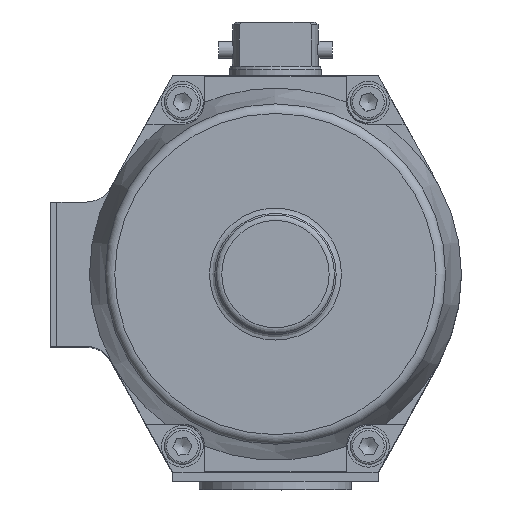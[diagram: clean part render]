
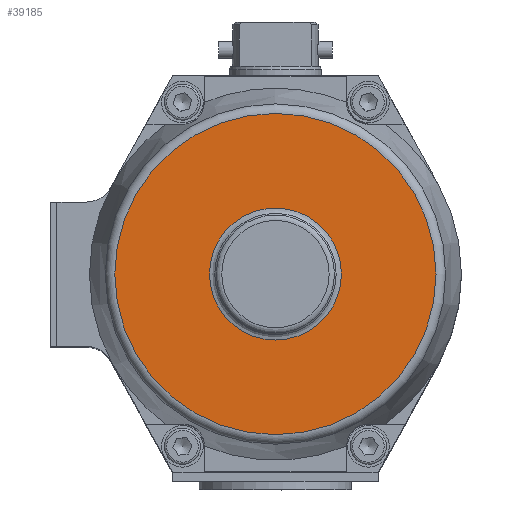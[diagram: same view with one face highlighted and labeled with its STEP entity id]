
A CAD part, top view. The second image highlights one B-rep face of the part: STEP entity #39185.
In plain terms, the highlighted face is planar.
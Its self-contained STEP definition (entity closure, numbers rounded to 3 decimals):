
#39151=CARTESIAN_POINT('',(0.0,23.764,-32.5));
#39152=VERTEX_POINT('',#39151);
#39153=CARTESIAN_POINT('',(0.0,0.0,-32.5));
#39154=DIRECTION('',(0.0,0.0,-1.0));
#39155=DIRECTION('',(0.0,-1.0,0.0));
#39156=AXIS2_PLACEMENT_3D('',#39153,#39154,#39155);
#39157=CIRCLE('',#39156,23.764);
#39158=EDGE_CURVE('',#39152,#39152,#39157,.T.);
#39166=CARTESIAN_POINT('',(0.0,41.674,-32.5));
#39167=DIRECTION('',(0.0,0.0,-1.0));
#39168=DIRECTION('',(-1.0,0.0,0.0));
#39169=AXIS2_PLACEMENT_3D('',#39166,#39167,#39168);
#39170=PLANE('',#39169);
#39171=CARTESIAN_POINT('',(0.,57.859,-32.5));
#39172=VERTEX_POINT('',#39171);
#39173=CARTESIAN_POINT('',(0.0,0.0,-32.5));
#39174=DIRECTION('',(0.0,0.0,1.0));
#39175=DIRECTION('',(0.0,-1.0,0.0));
#39176=AXIS2_PLACEMENT_3D('',#39173,#39174,#39175);
#39177=CIRCLE('',#39176,57.859);
#39178=EDGE_CURVE('',#39172,#39172,#39177,.T.);
#39179=ORIENTED_EDGE('',*,*,#39178,.F.);
#39180=EDGE_LOOP('',(#39179));
#39181=FACE_OUTER_BOUND('',#39180,.T.);
#39182=ORIENTED_EDGE('',*,*,#39158,.F.);
#39183=EDGE_LOOP('',(#39182));
#39184=FACE_BOUND('',#39183,.T.);
#39185=ADVANCED_FACE('',(#39181,#39184),#39170,.T.);
